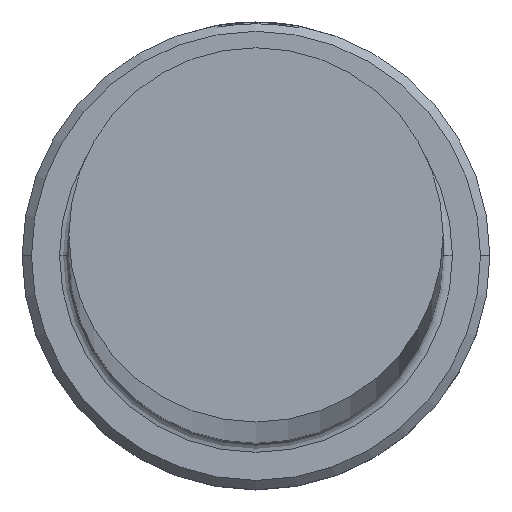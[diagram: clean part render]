
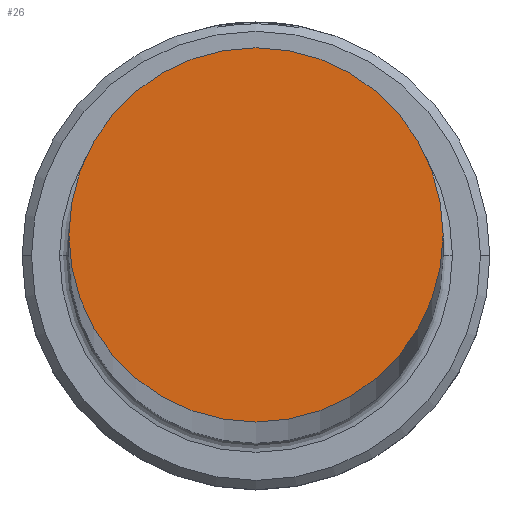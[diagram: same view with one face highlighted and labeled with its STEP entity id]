
A CAD part, top view. The second image highlights one B-rep face of the part: STEP entity #26.
In plain terms, the highlighted planar face has unit normal (0, 0, 1).
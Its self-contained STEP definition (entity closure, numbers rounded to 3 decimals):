
#26 = ADVANCED_FACE ( 'NONE', ( #283 ), #653, .T. ) ;
#101 = DIRECTION ( 'NONE',  ( 1., 0., 0. ) ) ;
#144 = AXIS2_PLACEMENT_3D ( 'NONE', #194, #190, #101 ) ;
#190 = DIRECTION ( 'NONE',  ( 0., 0., 1. ) ) ;
#194 = CARTESIAN_POINT ( 'NONE',  ( 0., 0., 650. ) ) ;
#249 = DIRECTION ( 'NONE',  ( 0., 0., 1. ) ) ;
#283 = FACE_OUTER_BOUND ( 'NONE', #479, .T. ) ;
#448 = ORIENTED_EDGE ( 'NONE', *, *, #649, .T. ) ;
#451 = EDGE_CURVE ( 'NONE', #946, #944, #790, .T. ) ;
#479 = EDGE_LOOP ( 'NONE', ( #722, #448 ) ) ;
#548 = CARTESIAN_POINT ( 'NONE',  ( 10., 0., 650. ) ) ;
#612 = CARTESIAN_POINT ( 'NONE',  ( 0., 0., 650. ) ) ;
#649 = EDGE_CURVE ( 'NONE', #944, #946, #1197, .T. ) ;
#653 = PLANE ( 'NONE',  #942 ) ;
#692 = DIRECTION ( 'NONE',  ( 0., 0., 1. ) ) ;
#700 = DIRECTION ( 'NONE',  ( 1., 0., 0. ) ) ;
#722 = ORIENTED_EDGE ( 'NONE', *, *, #451, .T. ) ;
#738 = CARTESIAN_POINT ( 'NONE',  ( -10., 0., 650. ) ) ;
#753 = AXIS2_PLACEMENT_3D ( 'NONE', #820, #249, #902 ) ;
#790 = CIRCLE ( 'NONE', #144, 10. ) ;
#820 = CARTESIAN_POINT ( 'NONE',  ( 0., 0., 650. ) ) ;
#902 = DIRECTION ( 'NONE',  ( 1., 0., 0. ) ) ;
#942 = AXIS2_PLACEMENT_3D ( 'NONE', #612, #692, #700 ) ;
#944 = VERTEX_POINT ( 'NONE', #548 ) ;
#946 = VERTEX_POINT ( 'NONE', #738 ) ;
#1197 = CIRCLE ( 'NONE', #753, 10. ) ;
